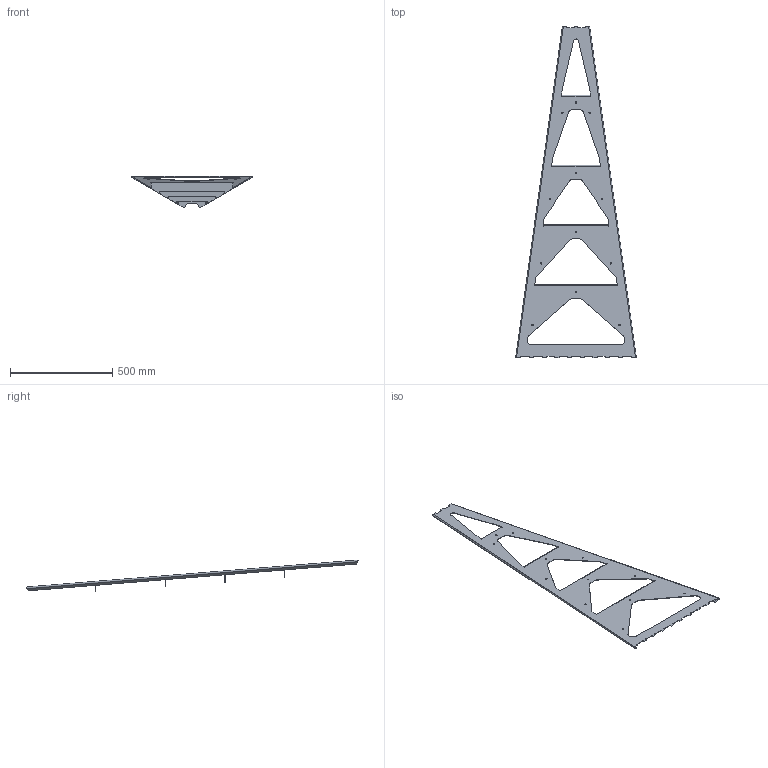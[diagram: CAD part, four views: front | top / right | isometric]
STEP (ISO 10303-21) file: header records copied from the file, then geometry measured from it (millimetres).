
FILE_DESCRIPTION (( 'STEP AP214' ), '1' );
FILE_NAME ('D0900771 AdvLIGO AOS Pier Side Panel.STEP', '2009-07-01T22:17:45', ( 'LIGO' ), ( 'CALTECH' ), 'SwSTEP 2.0', 'SolidWorks 2009', '' );
FILE_SCHEMA (( 'AUTOMOTIVE_DESIGN' ));
Length unit declared in the file: inch
Products named in the file (1): D0900771 AdvLIGO AOS Pier Side Panel
Bounding box: 589.86 x 1622.42 x 156.35 mm (x, y, z)
Volume: 914194.1 mm3; surface area: 981818.7 mm2
Topology: 1 solids, 1 shells, 225 faces, 621 edges, 398 vertices
Faces by surface type: plane 133, cylinder 77, bspline 15
Entity records: 7839 total; most frequent: CARTESIAN_POINT 2043, ORIENTED_EDGE 1242, DIRECTION 1126, EDGE_CURVE 621, LINE 444, VECTOR 444, VERTEX_POINT 398, AXIS2_PLACEMENT_3D 341
